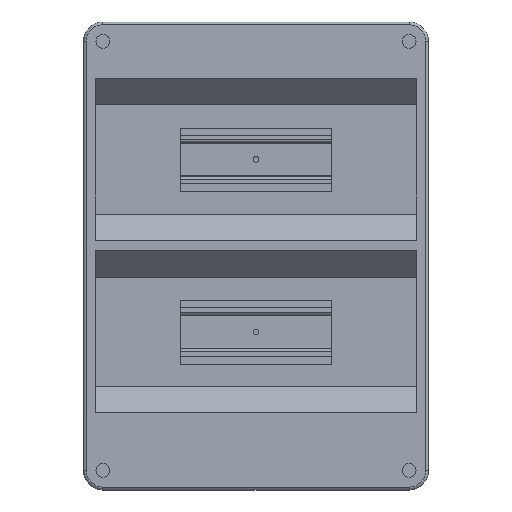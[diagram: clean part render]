
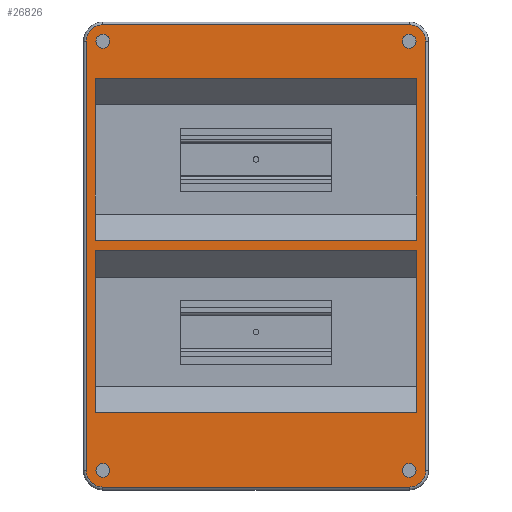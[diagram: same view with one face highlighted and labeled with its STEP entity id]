
A CAD part, top view. The second image highlights one B-rep face of the part: STEP entity #26826.
In plain terms, the highlighted planar face has unit normal (0, 0, 1).
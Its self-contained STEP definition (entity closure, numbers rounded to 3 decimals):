
#21719=DIRECTION('',(1.,0.,0.));
#21720=VECTOR('',#21719,233.);
#21721=CARTESIAN_POINT('',(-116.5,128.672,22.));
#21722=LINE('',#21721,#21720);
#21723=DIRECTION('',(0.,-1.,0.));
#21724=VECTOR('',#21723,117.343);
#21725=CARTESIAN_POINT('',(-116.5,128.672,22.));
#21726=LINE('',#21725,#21724);
#21727=DIRECTION('',(1.,0.,0.));
#21728=VECTOR('',#21727,233.);
#21729=CARTESIAN_POINT('',(-116.5,11.328,22.));
#21730=LINE('',#21729,#21728);
#21731=DIRECTION('',(0.,-1.,0.));
#21732=VECTOR('',#21731,117.343);
#21733=CARTESIAN_POINT('',(116.5,128.672,22.));
#21734=LINE('',#21733,#21732);
#21735=DIRECTION('',(1.,0.,0.));
#21736=VECTOR('',#21735,233.);
#21737=CARTESIAN_POINT('',(-116.5,-113.672,22.));
#21738=LINE('',#21737,#21736);
#21739=DIRECTION('',(1.,0.,0.));
#21740=VECTOR('',#21739,233.);
#21741=CARTESIAN_POINT('',(-116.5,3.672,22.));
#21742=LINE('',#21741,#21740);
#21743=CARTESIAN_POINT('',(-111.,-155.5,22.));
#21744=DIRECTION('',(0.,0.,1.));
#21745=DIRECTION('',(1.,0.,0.));
#21746=AXIS2_PLACEMENT_3D('',#21743,#21744,#21745);
#21748=CARTESIAN_POINT('',(-111.,-155.5,22.));
#21749=DIRECTION('',(0.,0.,1.));
#21750=DIRECTION('',(-1.,0.,0.));
#21751=AXIS2_PLACEMENT_3D('',#21748,#21749,#21750);
#21753=CARTESIAN_POINT('',(111.,-155.5,22.));
#21754=DIRECTION('',(0.,0.,1.));
#21755=DIRECTION('',(1.,0.,0.));
#21756=AXIS2_PLACEMENT_3D('',#21753,#21754,#21755);
#21758=CARTESIAN_POINT('',(111.,-155.5,22.));
#21759=DIRECTION('',(0.,0.,1.));
#21760=DIRECTION('',(-1.,0.,0.));
#21761=AXIS2_PLACEMENT_3D('',#21758,#21759,#21760);
#21763=CARTESIAN_POINT('',(111.,155.5,22.));
#21764=DIRECTION('',(0.,0.,1.));
#21765=DIRECTION('',(1.,0.,0.));
#21766=AXIS2_PLACEMENT_3D('',#21763,#21764,#21765);
#21768=CARTESIAN_POINT('',(111.,155.5,22.));
#21769=DIRECTION('',(0.,0.,1.));
#21770=DIRECTION('',(-1.,0.,0.));
#21771=AXIS2_PLACEMENT_3D('',#21768,#21769,#21770);
#21773=CARTESIAN_POINT('',(-111.,155.5,22.));
#21774=DIRECTION('',(0.,0.,1.));
#21775=DIRECTION('',(1.,0.,0.));
#21776=AXIS2_PLACEMENT_3D('',#21773,#21774,#21775);
#21778=CARTESIAN_POINT('',(-111.,155.5,22.));
#21779=DIRECTION('',(0.,0.,1.));
#21780=DIRECTION('',(-1.,0.,0.));
#21781=AXIS2_PLACEMENT_3D('',#21778,#21779,#21780);
#21783=CARTESIAN_POINT('',(-111.,155.5,22.));
#21784=DIRECTION('',(0.,0.,-1.));
#21785=DIRECTION('',(-1.,0.,0.));
#21786=AXIS2_PLACEMENT_3D('',#21783,#21784,#21785);
#21788=DIRECTION('',(1.,0.,0.));
#21789=VECTOR('',#21788,222.);
#21790=CARTESIAN_POINT('',(-111.,167.5,22.));
#21791=LINE('',#21790,#21789);
#21792=CARTESIAN_POINT('',(111.,155.5,22.));
#21793=DIRECTION('',(0.,0.,-1.));
#21794=DIRECTION('',(0.,1.,0.));
#21795=AXIS2_PLACEMENT_3D('',#21792,#21793,#21794);
#21797=DIRECTION('',(0.,-1.,0.));
#21798=VECTOR('',#21797,311.);
#21799=CARTESIAN_POINT('',(123.,155.5,22.));
#21800=LINE('',#21799,#21798);
#21801=CARTESIAN_POINT('',(111.,-155.5,22.));
#21802=DIRECTION('',(0.,0.,-1.));
#21803=DIRECTION('',(1.,0.,0.));
#21804=AXIS2_PLACEMENT_3D('',#21801,#21802,#21803);
#21806=DIRECTION('',(-1.,0.,0.));
#21807=VECTOR('',#21806,222.);
#21808=CARTESIAN_POINT('',(111.,-167.5,22.));
#21809=LINE('',#21808,#21807);
#21810=CARTESIAN_POINT('',(-111.,-155.5,22.));
#21811=DIRECTION('',(0.,0.,-1.));
#21812=DIRECTION('',(0.,-1.,0.));
#21813=AXIS2_PLACEMENT_3D('',#21810,#21811,#21812);
#21815=DIRECTION('',(0.,1.,0.));
#21816=VECTOR('',#21815,311.);
#21817=CARTESIAN_POINT('',(-123.,-155.5,22.));
#21818=LINE('',#21817,#21816);
#22279=DIRECTION('',(0.,1.,0.));
#22280=VECTOR('',#22279,117.343);
#22281=CARTESIAN_POINT('',(116.5,-113.672,22.));
#22282=LINE('',#22281,#22280);
#22319=DIRECTION('',(0.,1.,0.));
#22320=VECTOR('',#22319,117.343);
#22321=CARTESIAN_POINT('',(-116.5,-113.672,22.));
#22322=LINE('',#22321,#22320);
#23853=CARTESIAN_POINT('',(-116.5,3.672,22.));
#23855=VERTEX_POINT('',#23853);
#23859=CARTESIAN_POINT('',(-116.5,-113.672,22.));
#23860=VERTEX_POINT('',#23859);
#23865=CARTESIAN_POINT('',(116.5,3.672,22.));
#23867=VERTEX_POINT('',#23865);
#23871=CARTESIAN_POINT('',(116.5,-113.672,22.));
#23872=VERTEX_POINT('',#23871);
#23885=CARTESIAN_POINT('',(-116.5,128.672,22.));
#23887=VERTEX_POINT('',#23885);
#23891=CARTESIAN_POINT('',(-116.5,11.328,22.));
#23892=VERTEX_POINT('',#23891);
#23893=CARTESIAN_POINT('',(116.5,128.672,22.));
#23895=VERTEX_POINT('',#23893);
#23899=CARTESIAN_POINT('',(116.5,11.328,22.));
#23900=VERTEX_POINT('',#23899);
#24325=CARTESIAN_POINT('',(-106.,-155.5,22.));
#24326=CARTESIAN_POINT('',(-116.,-155.5,22.));
#24327=VERTEX_POINT('',#24325);
#24328=VERTEX_POINT('',#24326);
#24329=CARTESIAN_POINT('',(116.,-155.5,22.));
#24330=CARTESIAN_POINT('',(106.,-155.5,22.));
#24331=VERTEX_POINT('',#24329);
#24332=VERTEX_POINT('',#24330);
#24333=CARTESIAN_POINT('',(116.,155.5,22.));
#24334=CARTESIAN_POINT('',(106.,155.5,22.));
#24335=VERTEX_POINT('',#24333);
#24336=VERTEX_POINT('',#24334);
#24337=CARTESIAN_POINT('',(-106.,155.5,22.));
#24338=CARTESIAN_POINT('',(-116.,155.5,22.));
#24339=VERTEX_POINT('',#24337);
#24340=VERTEX_POINT('',#24338);
#24345=CARTESIAN_POINT('',(-123.,155.5,22.));
#24346=CARTESIAN_POINT('',(-111.,167.5,22.));
#24347=VERTEX_POINT('',#24345);
#24348=VERTEX_POINT('',#24346);
#24351=CARTESIAN_POINT('',(111.,167.5,22.));
#24352=VERTEX_POINT('',#24351);
#24355=CARTESIAN_POINT('',(123.,155.5,22.));
#24356=VERTEX_POINT('',#24355);
#24359=CARTESIAN_POINT('',(123.,-155.5,22.));
#24360=VERTEX_POINT('',#24359);
#24363=CARTESIAN_POINT('',(111.,-167.5,22.));
#24364=VERTEX_POINT('',#24363);
#24367=CARTESIAN_POINT('',(-111.,-167.5,22.));
#24368=VERTEX_POINT('',#24367);
#24371=CARTESIAN_POINT('',(-123.,-155.5,22.));
#24372=VERTEX_POINT('',#24371);
#26767=CARTESIAN_POINT('',(0.,0.,22.));
#26768=DIRECTION('',(0.,0.,1.));
#26769=DIRECTION('',(1.,0.,0.));
#26770=AXIS2_PLACEMENT_3D('',#26767,#26768,#26769);
#26771=PLANE('',#26770);
#26772=ORIENTED_EDGE('',*,*,#26630,.T.);
#26773=ORIENTED_EDGE('',*,*,#26679,.T.);
#26774=ORIENTED_EDGE('',*,*,#26694,.T.);
#26775=ORIENTED_EDGE('',*,*,#26735,.T.);
#26776=ORIENTED_EDGE('',*,*,#26749,.T.);
#26777=ORIENTED_EDGE('',*,*,#26558,.T.);
#26778=ORIENTED_EDGE('',*,*,#26574,.T.);
#26779=ORIENTED_EDGE('',*,*,#26615,.T.);
#26780=EDGE_LOOP('',(#26772,#26773,#26774,#26775,#26776,#26777,#26778,#26779));
#26781=FACE_OUTER_BOUND('',#26780,.F.);
#26783=ORIENTED_EDGE('',*,*,#26782,.T.);
#26785=ORIENTED_EDGE('',*,*,#26784,.T.);
#26787=ORIENTED_EDGE('',*,*,#26786,.F.);
#26789=ORIENTED_EDGE('',*,*,#26788,.F.);
#26790=EDGE_LOOP('',(#26783,#26785,#26787,#26789));
#26791=FACE_BOUND('',#26790,.F.);
#26793=ORIENTED_EDGE('',*,*,#26792,.T.);
#26795=ORIENTED_EDGE('',*,*,#26794,.T.);
#26796=EDGE_LOOP('',(#26793,#26795));
#26797=FACE_BOUND('',#26796,.F.);
#26799=ORIENTED_EDGE('',*,*,#26798,.T.);
#26801=ORIENTED_EDGE('',*,*,#26800,.T.);
#26802=EDGE_LOOP('',(#26799,#26801));
#26803=FACE_BOUND('',#26802,.F.);
#26805=ORIENTED_EDGE('',*,*,#26804,.T.);
#26807=ORIENTED_EDGE('',*,*,#26806,.T.);
#26808=EDGE_LOOP('',(#26805,#26807));
#26809=FACE_BOUND('',#26808,.F.);
#26811=ORIENTED_EDGE('',*,*,#26810,.T.);
#26813=ORIENTED_EDGE('',*,*,#26812,.T.);
#26814=EDGE_LOOP('',(#26811,#26813));
#26815=FACE_BOUND('',#26814,.F.);
#26817=ORIENTED_EDGE('',*,*,#26816,.F.);
#26819=ORIENTED_EDGE('',*,*,#26818,.T.);
#26821=ORIENTED_EDGE('',*,*,#26820,.T.);
#26823=ORIENTED_EDGE('',*,*,#26822,.F.);
#26824=EDGE_LOOP('',(#26817,#26819,#26821,#26823));
#26825=FACE_BOUND('',#26824,.F.);
#26826=ADVANCED_FACE('',(#26781,#26791,#26797,#26803,#26809,#26815,#26825),
#26771,.T.);
#21747=CIRCLE('',#21746,5.);
#21752=CIRCLE('',#21751,5.);
#21757=CIRCLE('',#21756,5.);
#21762=CIRCLE('',#21761,5.);
#21767=CIRCLE('',#21766,5.);
#21772=CIRCLE('',#21771,5.);
#21777=CIRCLE('',#21776,5.);
#21782=CIRCLE('',#21781,5.);
#21787=CIRCLE('',#21786,12.);
#21796=CIRCLE('',#21795,12.);
#21805=CIRCLE('',#21804,12.);
#21814=CIRCLE('',#21813,12.);
#26558=EDGE_CURVE('',#24364,#24368,#21809,.T.);
#26574=EDGE_CURVE('',#24368,#24372,#21814,.T.);
#26615=EDGE_CURVE('',#24372,#24347,#21818,.T.);
#26630=EDGE_CURVE('',#24347,#24348,#21787,.T.);
#26679=EDGE_CURVE('',#24348,#24352,#21791,.T.);
#26694=EDGE_CURVE('',#24352,#24356,#21796,.T.);
#26735=EDGE_CURVE('',#24356,#24360,#21800,.T.);
#26749=EDGE_CURVE('',#24360,#24364,#21805,.T.);
#26782=EDGE_CURVE('',#23860,#23872,#21738,.T.);
#26784=EDGE_CURVE('',#23872,#23867,#22282,.T.);
#26786=EDGE_CURVE('',#23855,#23867,#21742,.T.);
#26788=EDGE_CURVE('',#23860,#23855,#22322,.T.);
#26792=EDGE_CURVE('',#24327,#24328,#21747,.T.);
#26794=EDGE_CURVE('',#24328,#24327,#21752,.T.);
#26798=EDGE_CURVE('',#24331,#24332,#21757,.T.);
#26800=EDGE_CURVE('',#24332,#24331,#21762,.T.);
#26804=EDGE_CURVE('',#24335,#24336,#21767,.T.);
#26806=EDGE_CURVE('',#24336,#24335,#21772,.T.);
#26810=EDGE_CURVE('',#24339,#24340,#21777,.T.);
#26812=EDGE_CURVE('',#24340,#24339,#21782,.T.);
#26816=EDGE_CURVE('',#23887,#23895,#21722,.T.);
#26818=EDGE_CURVE('',#23887,#23892,#21726,.T.);
#26820=EDGE_CURVE('',#23892,#23900,#21730,.T.);
#26822=EDGE_CURVE('',#23895,#23900,#21734,.T.);
